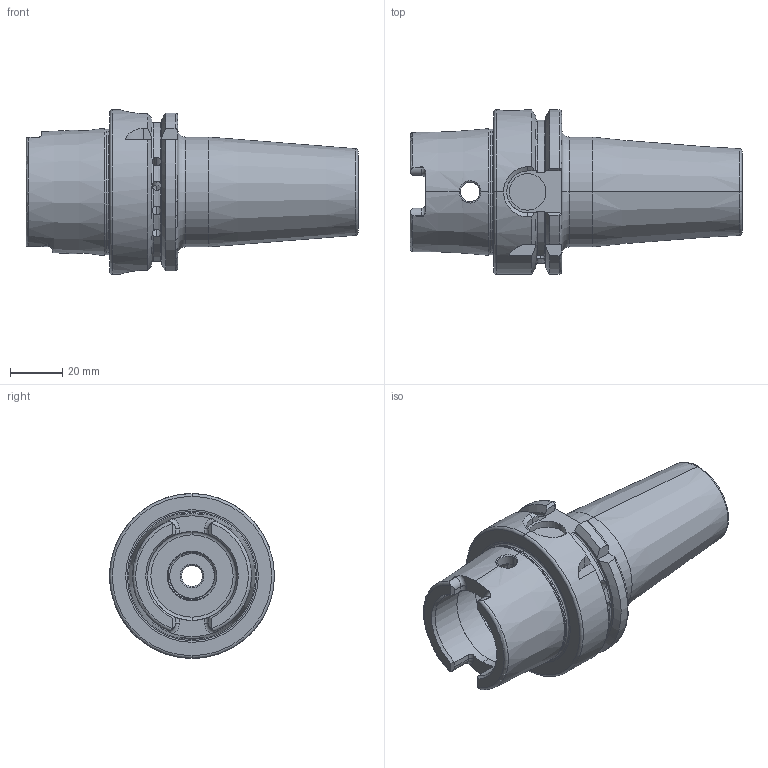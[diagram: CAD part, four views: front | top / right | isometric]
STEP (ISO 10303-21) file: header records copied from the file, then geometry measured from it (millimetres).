
FILE_DESCRIPTION (( 'STEP AP203' ), '1' );
FILE_NAME ('A63.70.18.STEP', '2016-11-17T01:18:24', ( '' ), ( '' ), 'SwSTEP 2.0', 'SolidWorks 2012', '' );
FILE_SCHEMA (( 'CONFIG_CONTROL_DESIGN' ));
Length unit declared in the file: millimetre
Products named in the file (1): A63.70.18
Bounding box: 127 x 63 x 63 mm (x, y, z)
Volume: 145300.9 mm3; surface area: 34994.7 mm2
Topology: 1 solids, 1 shells, 256 faces, 686 edges, 428 vertices
Faces by surface type: cylinder 112, plane 58, cone 37, torus 33, bspline 16
Entity records: 21013 total; most frequent: CARTESIAN_POINT 15148, ORIENTED_EDGE 1352, DIRECTION 1070, EDGE_CURVE 676, VERTEX_POINT 428, AXIS2_PLACEMENT_3D 424, EDGE_LOOP 268, FACE_OUTER_BOUND 256
